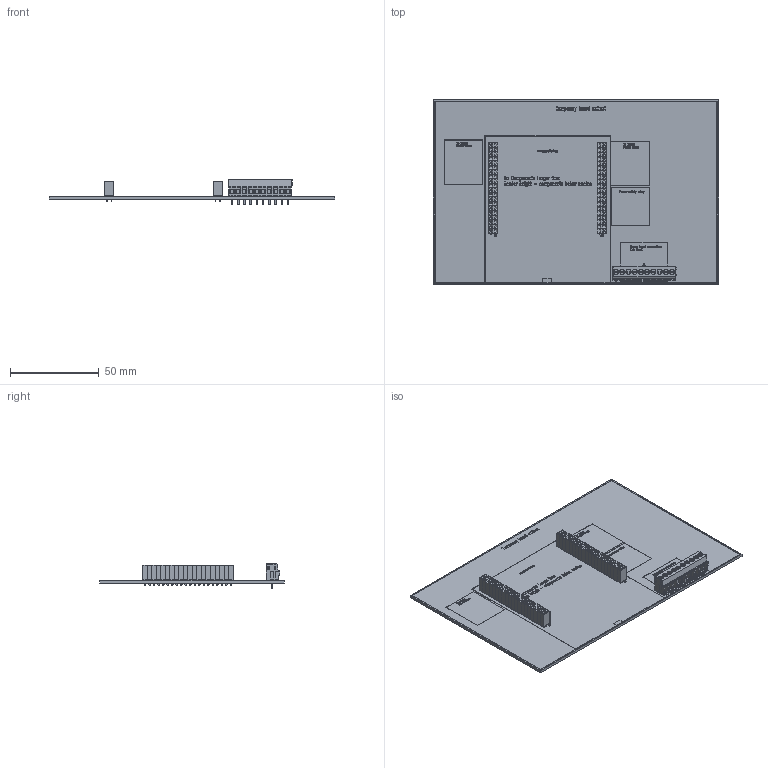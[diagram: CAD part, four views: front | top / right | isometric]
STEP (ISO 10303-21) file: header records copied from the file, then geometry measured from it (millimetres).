
FILE_DESCRIPTION(('KiCad electronic assembly'),'2;1');
FILE_NAME('Capstone.step','2025-11-18T16:35:56',('Pcbnew'),('Kicad'), 'Open CASCADE STEP processor 7.9','KiCad to STEP converter','Unknown' );
FILE_SCHEMA(('AUTOMOTIVE_DESIGN { 1 0 10303 214 1 1 1 1 }'));
Length unit declared in the file: millimetre
Products named in the file (7): Capstone 1; PPTC202LFBN-RC; NPPC202LFBN-RC_C20; Pin - Tin; TerminalBlock_Phoenix_PT-1,5-10-3.5-H_1x10_P3.50mm_Horizontal; Capstone_silkscreen; Capstone_PCB
Assembly tree (26 placements, depth 3):
  Capstone 1
    PPTC202LFBN-RC  x2
      NPPC202LFBN-RC_C20
      Pin - Tin
    TerminalBlock_Phoenix_PT-1,5-10-3.5-H_1x10_P3.50mm_Horizontal
    Capstone_silkscreen
    Capstone_PCB
Bounding box: 160.5 x 103.5 x 13.7 mm (x, y, z)
Volume: 30904 mm3; surface area: 45112.8 mm2
Topology: 126 solids, 310 shells, 2588 faces, 9473 edges, 7431 vertices
Faces by surface type: plane 2426, cylinder 162
Full cylindrical faces by diameter (mm): 0.9 x90, 1.2 x10, 2.7 x10, 2.9 x10
Entity records: 73734 total; most frequent: CARTESIAN_POINT 13815, DIRECTION 10673, ORIENTED_EDGE 9755, EDGE_CURVE 6741, VERTEX_POINT 5663, LINE 5631, VECTOR 5631, AXIS2_PLACEMENT_3D 2521
